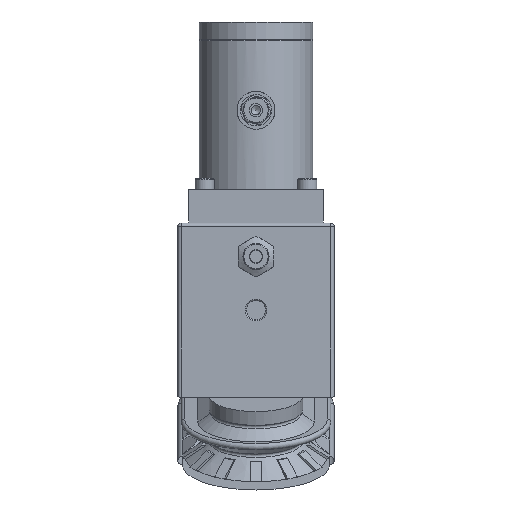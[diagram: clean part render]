
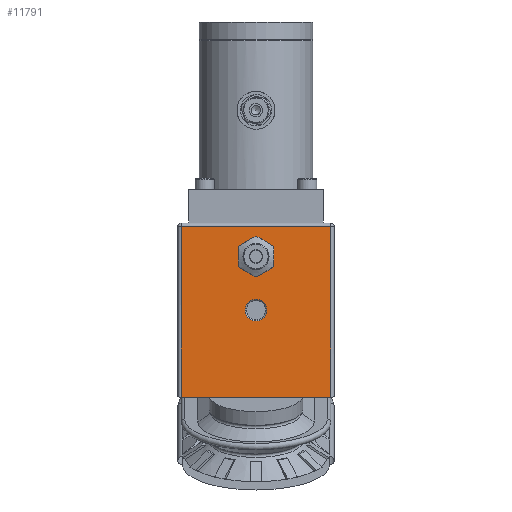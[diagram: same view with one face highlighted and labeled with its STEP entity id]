
A CAD part, left-side view. The second image highlights one B-rep face of the part: STEP entity #11791.
In plain terms, the highlighted planar face has unit normal (-1, 0, 0).
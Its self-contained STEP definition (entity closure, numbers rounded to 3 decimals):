
#1007=LINE('',#18632,#1823);
#1051=LINE('',#18896,#1867);
#1053=LINE('',#18904,#1869);
#1055=LINE('',#18914,#1871);
#1823=VECTOR('',#14958,10.);
#1867=VECTOR('',#15198,10.);
#1869=VECTOR('',#15210,10.);
#1871=VECTOR('',#15228,10.);
#2641=FACE_BOUND('',#3715,.T.);
#2642=FACE_BOUND('',#3716,.T.);
#2955=FACE_OUTER_BOUND('',#3714,.T.);
#3714=EDGE_LOOP('',(#8981,#8982,#8983,#8984));
#3715=EDGE_LOOP('',(#8985));
#3716=EDGE_LOOP('',(#8986,#8987));
#4482=CIRCLE('',#12804,4.863);
#4522=CIRCLE('',#12871,7.9);
#4523=CIRCLE('',#12872,7.9);
#5291=VERTEX_POINT('',#18629);
#5292=VERTEX_POINT('',#18631);
#5304=VERTEX_POINT('',#18667);
#5358=VERTEX_POINT('',#18854);
#5359=VERTEX_POINT('',#18855);
#5370=VERTEX_POINT('',#18890);
#5372=VERTEX_POINT('',#18894);
#6546=EDGE_CURVE('',#5291,#5292,#1007,.T.);
#6564=EDGE_CURVE('',#5304,#5304,#4482,.T.);
#6642=EDGE_CURVE('',#5358,#5359,#4522,.T.);
#6643=EDGE_CURVE('',#5359,#5358,#4523,.T.);
#6663=EDGE_CURVE('',#5372,#5370,#1051,.T.);
#6668=EDGE_CURVE('',#5370,#5291,#1053,.T.);
#6673=EDGE_CURVE('',#5292,#5372,#1055,.T.);
#8981=ORIENTED_EDGE('',*,*,#6673,.F.);
#8982=ORIENTED_EDGE('',*,*,#6546,.F.);
#8983=ORIENTED_EDGE('',*,*,#6668,.F.);
#8984=ORIENTED_EDGE('',*,*,#6663,.F.);
#8985=ORIENTED_EDGE('',*,*,#6564,.F.);
#8986=ORIENTED_EDGE('',*,*,#6642,.T.);
#8987=ORIENTED_EDGE('',*,*,#6643,.T.);
#11222=PLANE('',#12903);
#11791=ADVANCED_FACE('',(#2955,#2641,#2642),#11222,.T.);
#12804=AXIS2_PLACEMENT_3D('',#18668,#14999,#15000);
#12871=AXIS2_PLACEMENT_3D('',#18856,#15157,#15158);
#12872=AXIS2_PLACEMENT_3D('',#18857,#15159,#15160);
#12903=AXIS2_PLACEMENT_3D('',#18920,#15239,#15240);
#14958=DIRECTION('',(0.,1.,0.));
#14999=DIRECTION('center_axis',(-1.,0.,0.));
#15000=DIRECTION('ref_axis',(0.,0.,1.));
#15157=DIRECTION('center_axis',(1.,0.,0.));
#15158=DIRECTION('ref_axis',(0.,1.,0.));
#15159=DIRECTION('center_axis',(1.,0.,0.));
#15160=DIRECTION('ref_axis',(0.,1.,0.));
#15198=DIRECTION('',(0.,-1.,0.));
#15210=DIRECTION('',(0.,0.,-1.));
#15228=DIRECTION('',(0.,0.,1.));
#15239=DIRECTION('center_axis',(-1.,0.,0.));
#15240=DIRECTION('ref_axis',(0.,-1.,0.));
#18629=CARTESIAN_POINT('',(-40.943,-28.696,-83.));
#18631=CARTESIAN_POINT('',(-40.943,38.304,-83.));
#18632=CARTESIAN_POINT('',(-40.943,-30.196,-83.));
#18667=CARTESIAN_POINT('',(-40.943,4.804,-48.863));
#18668=CARTESIAN_POINT('Origin',(-40.943,4.804,-44.));
#18854=CARTESIAN_POINT('',(-40.943,12.704,-20.));
#18855=CARTESIAN_POINT('',(-40.943,-3.096,-20.));
#18856=CARTESIAN_POINT('Origin',(-40.943,4.804,-20.));
#18857=CARTESIAN_POINT('Origin',(-40.943,4.804,-20.));
#18890=CARTESIAN_POINT('',(-40.943,-28.696,-6.5));
#18894=CARTESIAN_POINT('',(-40.943,38.304,-6.5));
#18896=CARTESIAN_POINT('',(-40.943,22.304,-6.5));
#18904=CARTESIAN_POINT('',(-40.943,-28.696,-55.));
#18914=CARTESIAN_POINT('',(-40.943,38.304,-55.));
#18920=CARTESIAN_POINT('Origin',(-40.943,39.804,-35.));
